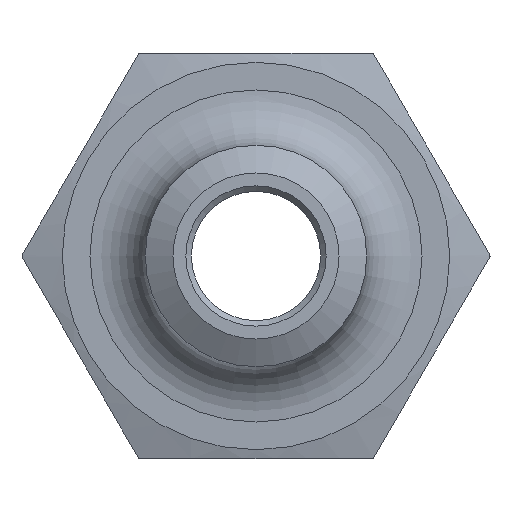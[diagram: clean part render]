
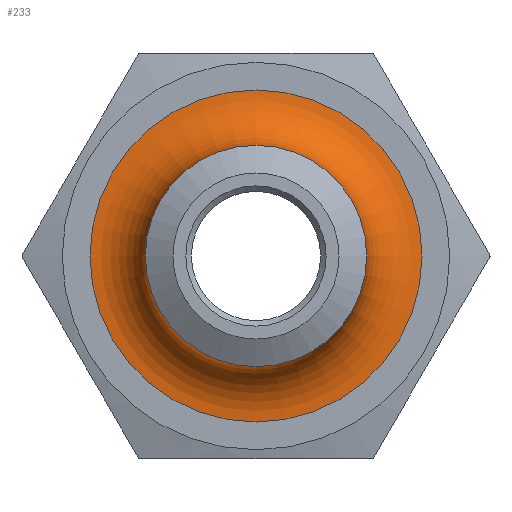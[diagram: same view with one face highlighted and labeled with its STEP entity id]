
A CAD part, left-side view. The second image highlights one B-rep face of the part: STEP entity #233.
In plain terms, the highlighted toroidal (fillet/blend) face has major radius 9 mm and minor radius 3 mm.
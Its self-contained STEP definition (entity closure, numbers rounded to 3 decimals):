
#102=TOROIDAL_SURFACE('',#663,9.,3.);
#155=FACE_BOUND('',#316,.T.);
#156=FACE_BOUND('',#317,.T.);
#185=CIRCLE('',#660,6.);
#186=CIRCLE('',#662,9.);
#233=ADVANCED_FACE('',(#155,#156),#102,.F.);
#316=EDGE_LOOP('',(#462));
#317=EDGE_LOOP('',(#463));
#462=ORIENTED_EDGE('',*,*,#578,.F.);
#463=ORIENTED_EDGE('',*,*,#577,.T.);
#516=VERTEX_POINT('',#1143);
#517=VERTEX_POINT('',#1146);
#577=EDGE_CURVE('',#516,#516,#185,.T.);
#578=EDGE_CURVE('',#517,#517,#186,.T.);
#660=AXIS2_PLACEMENT_3D('',#1142,#792,#793);
#662=AXIS2_PLACEMENT_3D('',#1145,#796,#797);
#663=AXIS2_PLACEMENT_3D('',#1147,#798,#799);
#792=DIRECTION('',(1.,0.,0.));
#793=DIRECTION('',(0.,0.,1.));
#796=DIRECTION('',(1.,0.,0.));
#797=DIRECTION('',(0.,0.,1.));
#798=DIRECTION('',(-1.,0.,0.));
#799=DIRECTION('',(0.,0.,1.));
#1142=CARTESIAN_POINT('',(13.,0.,0.));
#1143=CARTESIAN_POINT('',(13.,0.,6.));
#1145=CARTESIAN_POINT('',(16.,0.,0.));
#1146=CARTESIAN_POINT('',(16.,0.,9.));
#1147=CARTESIAN_POINT('',(13.,0.,0.));
